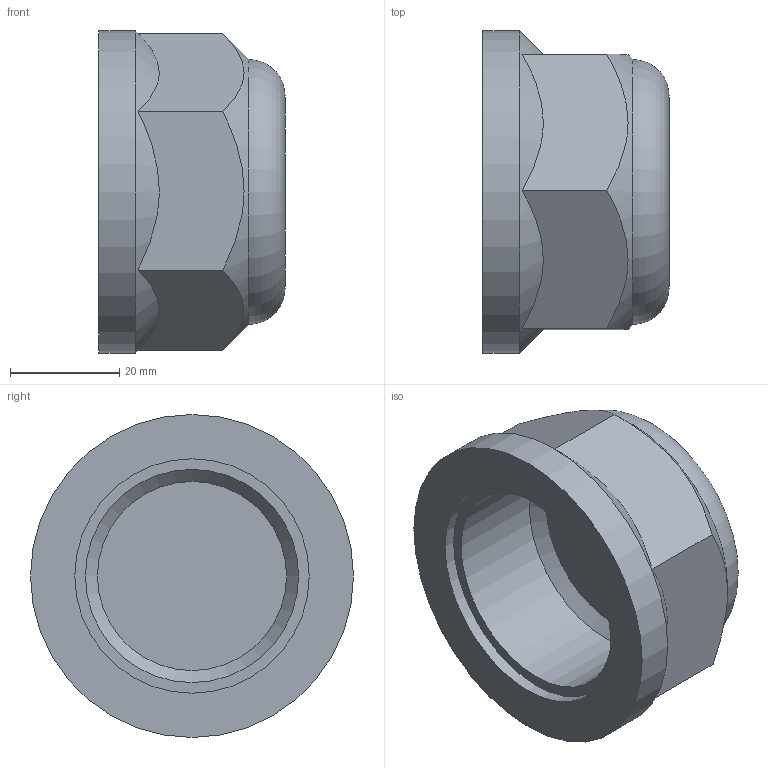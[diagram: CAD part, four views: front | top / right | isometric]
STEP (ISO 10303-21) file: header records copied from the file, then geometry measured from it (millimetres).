
FILE_DESCRIPTION(/* description */ ('PLASSON CAP 1.1/4"'),/* implementation_level */ '2;1');
FILE_NAME(/* name */ '050707013_0507070130A.ipt.stp',/* time_stamp */ '2017-06-18T09:22:30+03:00',/* author */ ('KIM'),/* organization */ (''),/* preprocessor_version */ 'ST-DEVELOPER v15.6',/* originating_system */ 'Autodesk Inventor 2015',/* authorisation */ '');
FILE_SCHEMA (('AUTOMOTIVE_DESIGN { 1 0 10303 214 3 1 1 }'));
Length unit declared in the file: millimetre
Products named in the file (1): 050707013_0507070130A
Bounding box: 34 x 59 x 59 mm (x, y, z)
Volume: 48160.4 mm3; surface area: 12861.6 mm2
Topology: 1 solids, 1 shells, 17 faces, 48 edges, 35 vertices
Faces by surface type: plane 10, cone 3, cylinder 3, torus 1
Full cylindrical faces by diameter (mm): 38.952 x1, 42.847 x1, 59 x1
Entity records: 510 total; most frequent: CARTESIAN_POINT 138, ORIENTED_EDGE 78, DIRECTION 60, EDGE_CURVE 39, VERTEX_POINT 33, AXIS2_PLACEMENT_3D 27, EDGE_LOOP 26, FACE_OUTER_BOUND 17
